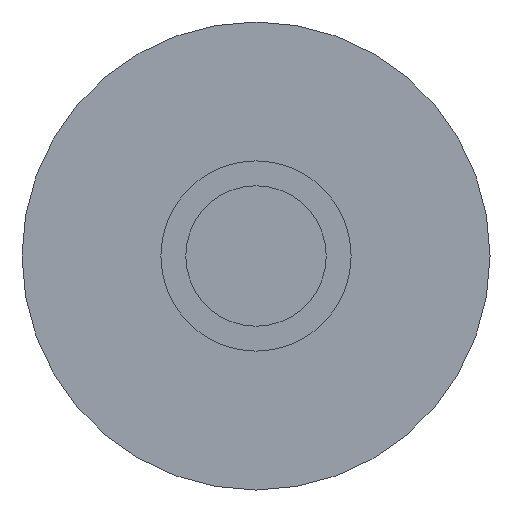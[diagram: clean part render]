
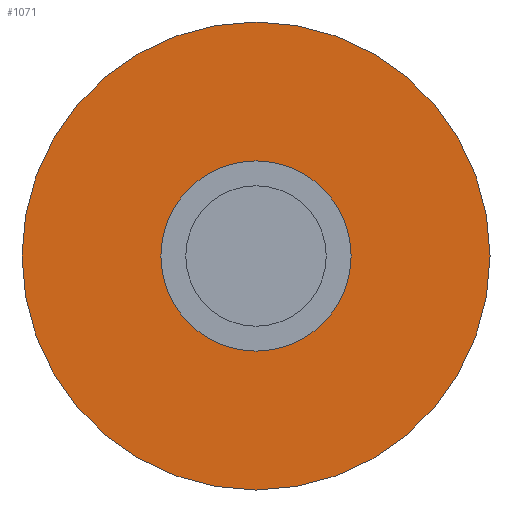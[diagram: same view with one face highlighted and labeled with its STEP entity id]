
A CAD part, front view. The second image highlights one B-rep face of the part: STEP entity #1071.
In plain terms, the highlighted planar face has unit normal (0, -1, 0).
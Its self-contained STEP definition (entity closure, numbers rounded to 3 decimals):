
#880=CARTESIAN_POINT('',(-15.0,-19.25,0.0));
#881=VERTEX_POINT('',#880);
#882=CARTESIAN_POINT('',(0.,-19.25,0.0));
#883=DIRECTION('',(0.0,1.0,0.0));
#884=DIRECTION('',(-1.0,0.0,0.0));
#885=AXIS2_PLACEMENT_3D('',#882,#883,#884);
#886=CIRCLE('',#885,15.0);
#887=EDGE_CURVE('',#881,#881,#886,.T.);
#1045=CARTESIAN_POINT('',(-6.1,-19.25,0.0));
#1046=VERTEX_POINT('',#1045);
#1047=CARTESIAN_POINT('',(0.,-19.25,0.0));
#1048=DIRECTION('',(0.0,1.0,0.0));
#1049=DIRECTION('',(-1.0,0.0,0.0));
#1050=AXIS2_PLACEMENT_3D('',#1047,#1048,#1049);
#1051=CIRCLE('',#1050,6.1);
#1052=EDGE_CURVE('',#1046,#1046,#1051,.T.);
#1060=CARTESIAN_POINT('',(-10.55,-19.25,0.0));
#1061=DIRECTION('',(0.0,-1.0,0.0));
#1062=DIRECTION('',(0.0,0.0,-1.0));
#1063=AXIS2_PLACEMENT_3D('',#1060,#1061,#1062);
#1064=PLANE('',#1063);
#1065=ORIENTED_EDGE('',*,*,#887,.F.);
#1066=EDGE_LOOP('',(#1065));
#1067=FACE_OUTER_BOUND('',#1066,.T.);
#1068=ORIENTED_EDGE('',*,*,#1052,.T.);
#1069=EDGE_LOOP('',(#1068));
#1070=FACE_BOUND('',#1069,.T.);
#1071=ADVANCED_FACE('',(#1067,#1070),#1064,.T.);
